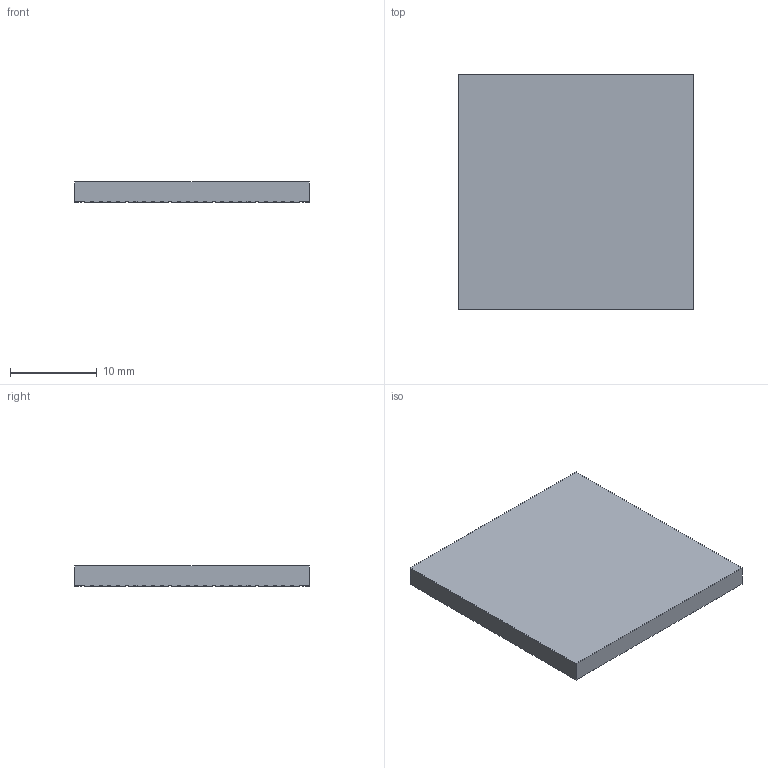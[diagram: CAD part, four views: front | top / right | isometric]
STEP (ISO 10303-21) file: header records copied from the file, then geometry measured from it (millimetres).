
FILE_DESCRIPTION(/* description */ ('Unknown'),/* implementation_level */ '2;1');
FILE_NAME(/* name */ 'QSMP-1570',/* time_stamp */ '2023-08-25T10:19:24+02:00',/* author */ ('Unknown'),/* organization */ ('Unknown'),/* preprocessor_version */ 'ST-DEVELOPER v18.102',/* originating_system */ 'Solid Edge',/* authorisation */ 'Unknown');
FILE_SCHEMA (('AUTOMOTIVE_DESIGN {1 0 10303 214 3 1 1}'));
Length unit declared in the file: millimetre
Products named in the file (1): QSMP-1570
Bounding box: 27 x 27 x 2.31 mm (x, y, z)
Volume: 1681.7 mm3; surface area: 1713.5 mm2
Topology: 1 solids, 1 shells, 736 faces, 2115 edges, 1410 vertices
Faces by surface type: plane 531, cylinder 205
Full cylindrical faces by diameter (mm): 1 x5
Entity records: 29140 total; most frequent: CARTESIAN_POINT 4257, ORIENTED_EDGE 4220, DIRECTION 3994, EDGE_CURVE 2110, LINE 1700, VECTOR 1700, VERTEX_POINT 1410, AXIS2_PLACEMENT_3D 1147
